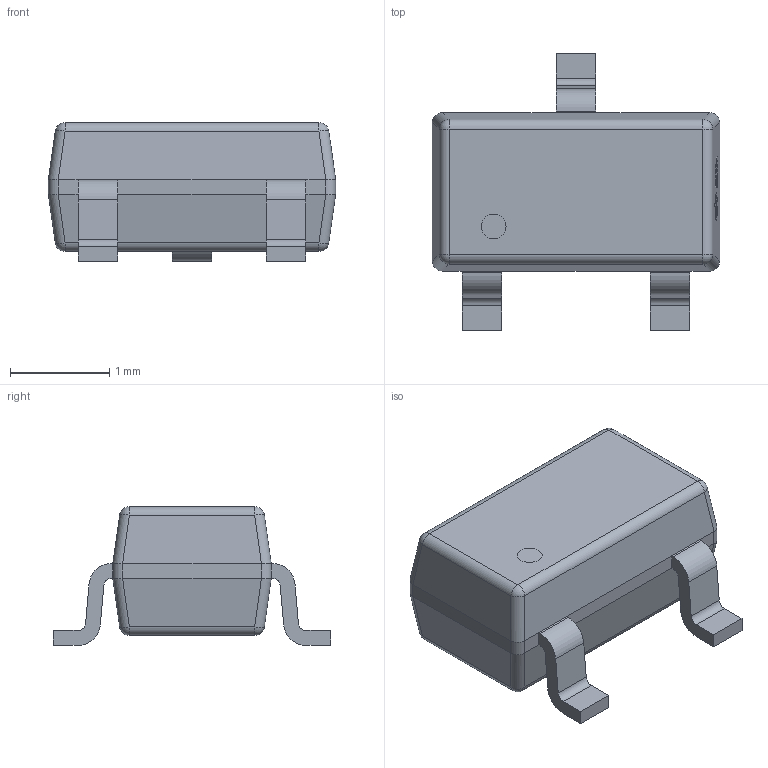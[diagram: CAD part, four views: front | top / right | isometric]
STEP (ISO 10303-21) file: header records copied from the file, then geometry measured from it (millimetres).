
FILE_DESCRIPTION(/* description */ ('Designed by EasyEDA Pro','CAx-IF Rec.Pracs.---Representation and Presentation of Product Manufacturing Information (PMI)---4.0---2014-10-13'),/* implementation_level */ '2;1');
FILE_NAME(/* name */ 'SOT-23-3.step',/* time_stamp */ '2025-03-29T20:26:45+08:00',/* author */ (''),/* organization */ (''),/* preprocessor_version */ 'ST-DEVELOPER v20',/* originating_system */ 'Autodesk Translation Framework v13.20.0.188',/* authorisation */ '');
FILE_SCHEMA (('AP242_MANAGED_MODEL_BASED_3D_ENGINEERING_MIM_LF { 1 0 10303 442 1 1 4 }'));
Length unit declared in the file: millimetre
Products named in the file (3): ELeU-PCBModel; ELeU-Board; ELeU-Q1-SOT-23-3_L2.9-W1.6-P1.90-LS2.8-BR
Assembly tree (2 placements, depth 2):
  ELeU-PCBModel
    ELeU-Board
    ELeU-Q1-SOT-23-3_L2.9-W1.6-P1.90-LS2.8-BR
Bounding box: 2.9 x 2.8 x 1.4 mm (x, y, z)
Volume: 5.8 mm3; surface area: 22.2 mm2
Topology: 1 solids, 1 shells, 306 faces, 816 edges, 532 vertices
Faces by surface type: plane 167, bspline 98, cylinder 33, sphere 8
Full cylindrical faces by diameter (mm): 0.25 x1
Entity records: 10568 total; most frequent: CARTESIAN_POINT 2919, ORIENTED_EDGE 1632, DIRECTION 1268, EDGE_CURVE 816, LINE 562, VECTOR 562, VERTEX_POINT 532, AXIS2_PLACEMENT_3D 353
